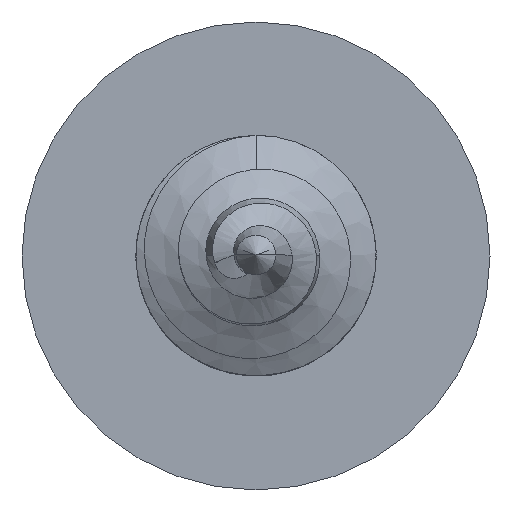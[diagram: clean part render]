
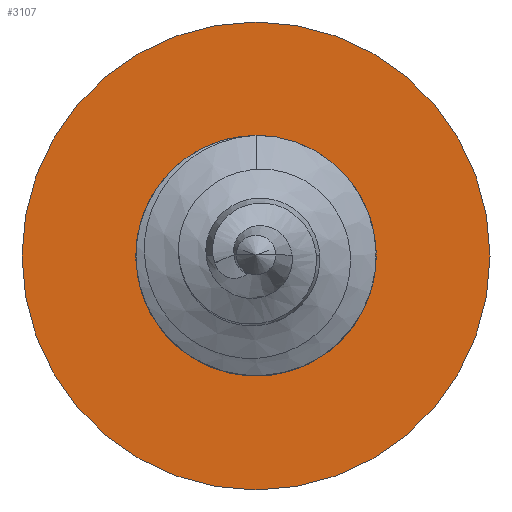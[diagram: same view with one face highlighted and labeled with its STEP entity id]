
A CAD part, top view. The second image highlights one B-rep face of the part: STEP entity #3107.
In plain terms, the highlighted planar face has unit normal (0, 0, 1).
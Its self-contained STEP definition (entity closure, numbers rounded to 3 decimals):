
#1 = AXIS2_PLACEMENT_3D ( 'NONE', #4, #3, #2 ) ;
#2 = DIRECTION ( 'NONE',  ( 0., 1., 0. ) ) ;
#3 = DIRECTION ( 'NONE',  ( 0., 0., -1. ) ) ;
#4 = CARTESIAN_POINT ( 'NONE',  ( 0., 0., -7.028 ) ) ;
#5 = CIRCLE ( 'NONE', #1, 4.699 ) ;
#202 = CARTESIAN_POINT ( 'NONE',  ( 2.413, 0., -7.028 ) ) ;
#228 = CARTESIAN_POINT ( 'NONE',  ( 0., 0., -7.028 ) ) ;
#229 = CARTESIAN_POINT ( 'NONE',  ( 2.18, -1.035, -7.028 ) ) ;
#242 = CIRCLE ( 'NONE', #268, 2.413 ) ;
#252 = DIRECTION ( 'NONE',  ( 0., -1., 0. ) ) ;
#253 = DIRECTION ( 'NONE',  ( 0., 0., 1. ) ) ;
#256 = PLANE ( 'NONE',  #259 ) ;
#258 = CARTESIAN_POINT ( 'NONE',  ( 0., 0., -7.028 ) ) ;
#259 = AXIS2_PLACEMENT_3D ( 'NONE', #258, #253, #252 ) ;
#266 = DIRECTION ( 'NONE',  ( 1., 0., 0. ) ) ;
#267 = DIRECTION ( 'NONE',  ( 0., 0., 1. ) ) ;
#268 = AXIS2_PLACEMENT_3D ( 'NONE', #228, #267, #266 ) ;
#285 = CARTESIAN_POINT ( 'NONE',  ( 0., 4.699, -7.028 ) ) ;
#407 = CARTESIAN_POINT ( 'NONE',  ( 0., 0., -7.028 ) ) ;
#433 = DIRECTION ( 'NONE',  ( 1., 0., 0. ) ) ;
#434 = DIRECTION ( 'NONE',  ( 0., 0., 1. ) ) ;
#435 = AXIS2_PLACEMENT_3D ( 'NONE', #407, #434, #433 ) ;
#454 = CIRCLE ( 'NONE', #435, 2.413 ) ;
#477 = FACE_BOUND ( 'NONE', #3110, .T. ) ;
#481 = FACE_OUTER_BOUND ( 'NONE', #3025, .T. ) ;
#825 = DIRECTION ( 'NONE',  ( 1., 0., 0. ) ) ;
#826 = DIRECTION ( 'NONE',  ( 0., 0., 1. ) ) ;
#827 = CARTESIAN_POINT ( 'NONE',  ( 0., 0., -7.028 ) ) ;
#828 = AXIS2_PLACEMENT_3D ( 'NONE', #827, #826, #825 ) ;
#829 = CIRCLE ( 'NONE', #828, 2.413 ) ;
#2907 = VERTEX_POINT ( 'NONE', #3698 ) ;
#3002 = VERTEX_POINT ( 'NONE', #202 ) ;
#3008 = EDGE_CURVE ( 'NONE', #2907, #3012, #242, .T. ) ;
#3012 = VERTEX_POINT ( 'NONE', #229 ) ;
#3019 = ORIENTED_EDGE ( 'NONE', *, *, #3022, .F. ) ;
#3022 = EDGE_CURVE ( 'NONE', #3026, #3033, #3737, .T. ) ;
#3025 = EDGE_LOOP ( 'NONE', ( #3019, #3108 ) ) ;
#3026 = VERTEX_POINT ( 'NONE', #3513 ) ;
#3027 = EDGE_CURVE ( 'NONE', #3033, #3026, #5, .T. ) ;
#3033 = VERTEX_POINT ( 'NONE', #285 ) ;
#3093 = EDGE_CURVE ( 'NONE', #3002, #2907, #454, .T. ) ;
#3107 = ADVANCED_FACE ( 'NONE', ( #481, #477 ), #256, .T. ) ;
#3108 = ORIENTED_EDGE ( 'NONE', *, *, #3027, .F. ) ;
#3109 = EDGE_CURVE ( 'NONE', #3012, #3002, #829, .T. ) ;
#3110 = EDGE_LOOP ( 'NONE', ( #3111, #3187, #3185 ) ) ;
#3111 = ORIENTED_EDGE ( 'NONE', *, *, #3109, .F. ) ;
#3185 = ORIENTED_EDGE ( 'NONE', *, *, #3093, .F. ) ;
#3187 = ORIENTED_EDGE ( 'NONE', *, *, #3008, .F. ) ;
#3513 = CARTESIAN_POINT ( 'NONE',  ( 0., -4.699, -7.028 ) ) ;
#3698 = CARTESIAN_POINT ( 'NONE',  ( -2.413, 0., -7.028 ) ) ;
#3736 = AXIS2_PLACEMENT_3D ( 'NONE', #3738, #3740, #3739 ) ;
#3737 = CIRCLE ( 'NONE', #3736, 4.699 ) ;
#3738 = CARTESIAN_POINT ( 'NONE',  ( 0., 0., -7.028 ) ) ;
#3739 = DIRECTION ( 'NONE',  ( 0., 1., 0. ) ) ;
#3740 = DIRECTION ( 'NONE',  ( 0., 0., -1. ) ) ;
